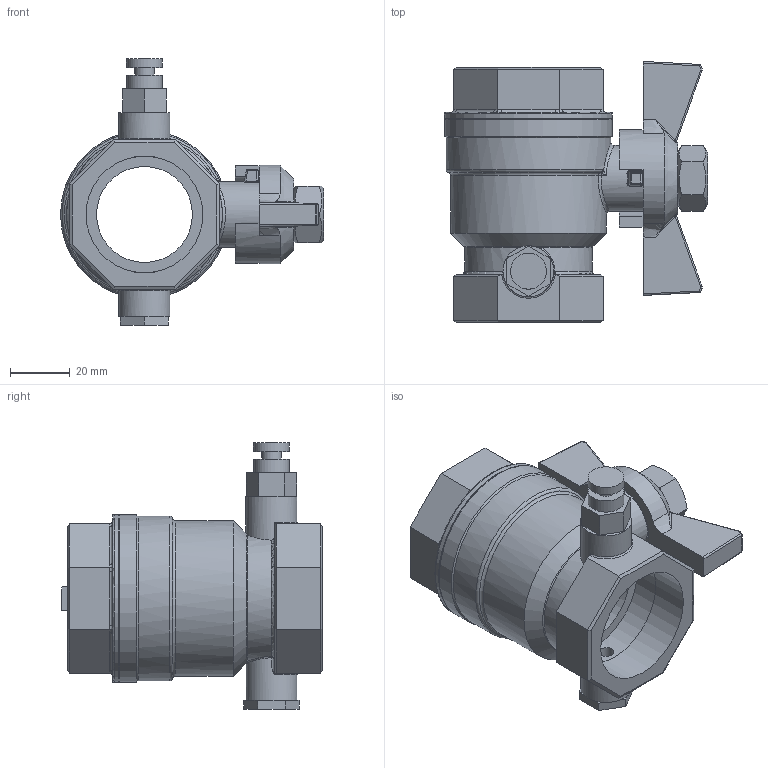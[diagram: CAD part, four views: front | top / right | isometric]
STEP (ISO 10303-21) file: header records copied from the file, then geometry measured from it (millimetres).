
FILE_DESCRIPTION(/* description */ ('Unknown'),/* implementation_level */ '2;1');
FILE_NAME(/* name */ '7046-07',/* time_stamp */ '2021-04-08T12:33:11+02:00',/* author */ ('Unknown'),/* organization */ ('Unknown'),/* preprocessor_version */ 'ST-DEVELOPER v16.7',/* originating_system */ 'Solid Edge',/* authorisation */ 'Unknown');
FILE_SCHEMA (('AUTOMOTIVE_DESIGN {1 0 10303 214 3 1 1}'));
Length unit declared in the file: millimetre
Products named in the file (4): 7046-07; 704-07; Flügelgriff 1_1_4 - 1 1_2; WUERTH 032212 15 hexagonal nut DIN 934  M12x1_5 A2 BLK_EDST
Assembly tree (3 placements, depth 2):
  7046-07
    704-07
    Flügelgriff 1_1_4 - 1 1_2
    WUERTH 032212 15 hexagonal nut DIN 934  M12x1_5 A2 BLK_EDST
Bounding box: 87.7 x 87 x 89 mm (x, y, z)
Volume: 124079.4 mm3; surface area: 38776.2 mm2
Topology: 3 solids, 3 shells, 305 faces, 737 edges, 435 vertices
Faces by surface type: plane 138, cylinder 74, bspline 57, sphere 15, torus 11, cone 10
Full cylindrical faces by diameter (mm): 5 x2, 6.5 x1, 10.376 x1, 12 x3, 16 x1, 17 x2, 22 x1, 26 x1, 32 x1, 38.952 x3, 52 x1, 55 x1, 55.5 x1, 56 x2
Entity records: 10816 total; most frequent: CARTESIAN_POINT 2719, ORIENTED_EDGE 1324, DIRECTION 1247, EDGE_CURVE 662, AXIS2_PLACEMENT_3D 481, VERTEX_POINT 408, EDGE_LOOP 356, FACE_BOUND 356
